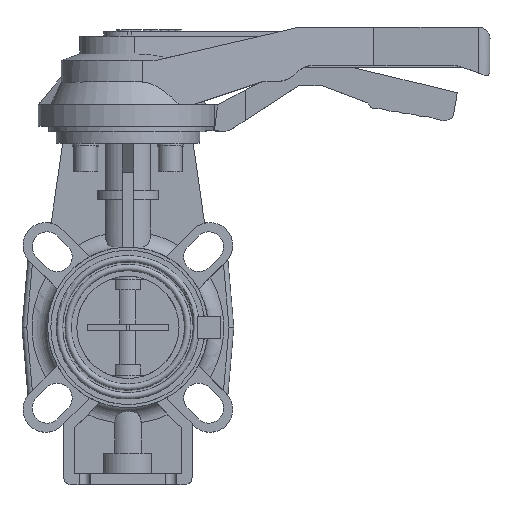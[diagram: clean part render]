
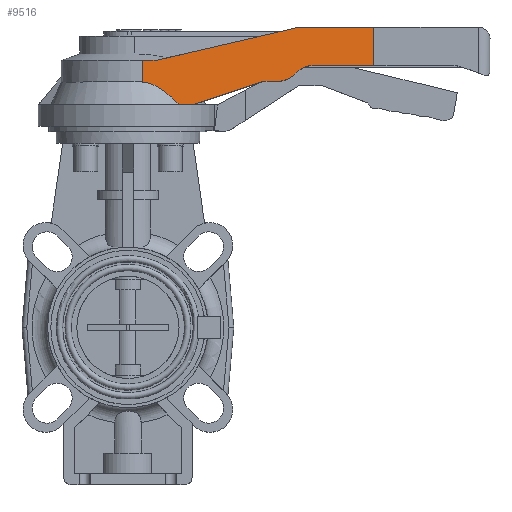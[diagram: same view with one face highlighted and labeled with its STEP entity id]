
A CAD part, top view. The second image highlights one B-rep face of the part: STEP entity #9516.
In plain terms, the highlighted planar face has unit normal (0.175, 0, 0.985).
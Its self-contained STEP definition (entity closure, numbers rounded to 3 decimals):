
#21=(
BOUNDED_CURVE()
B_SPLINE_CURVE(2,(#14614,#14615,#14616),.UNSPECIFIED.,.F.,.F.)
B_SPLINE_CURVE_WITH_KNOTS((3,3),(0.324,28.53),
 .UNSPECIFIED.)
CURVE()
GEOMETRIC_REPRESENTATION_ITEM()
RATIONAL_B_SPLINE_CURVE((1.001,1.036,1.))
REPRESENTATION_ITEM('')
);
#80=ELLIPSE('',#10237,15.236,15.);
#90=ELLIPSE('',#10278,15.236,15.);
#495=FACE_OUTER_BOUND('',#1004,.T.);
#1004=EDGE_LOOP('',(#7024,#7025,#7026,#7027,#7028,#7029,#7030,#7031,#7032,
#7033,#7034,#7035,#7036));
#2087=LINE('',#15067,#3029);
#2116=LINE('',#15144,#3058);
#2125=LINE('',#15176,#3067);
#2126=LINE('',#15179,#3068);
#2127=LINE('',#15181,#3069);
#2128=LINE('',#15183,#3070);
#2129=LINE('',#15186,#3071);
#2130=LINE('',#15187,#3072);
#2131=LINE('',#15189,#3073);
#2132=LINE('',#15190,#3074);
#3029=VECTOR('',#11898,1.);
#3058=VECTOR('',#11963,1.);
#3067=VECTOR('',#11990,1.);
#3068=VECTOR('',#11993,1.);
#3069=VECTOR('',#11994,1.);
#3070=VECTOR('',#11995,1.);
#3071=VECTOR('',#11998,1.);
#3072=VECTOR('',#11999,1.);
#3073=VECTOR('',#12000,1.);
#3074=VECTOR('',#12001,1.);
#3923=VERTEX_POINT('',#14610);
#3925=VERTEX_POINT('',#14613);
#4064=VERTEX_POINT('',#15024);
#4065=VERTEX_POINT('',#15026);
#4076=VERTEX_POINT('',#15064);
#4077=VERTEX_POINT('',#15066);
#4096=VERTEX_POINT('',#15141);
#4097=VERTEX_POINT('',#15143);
#4102=VERTEX_POINT('',#15178);
#4103=VERTEX_POINT('',#15180);
#4104=VERTEX_POINT('',#15182);
#4105=VERTEX_POINT('',#15184);
#4106=VERTEX_POINT('',#15188);
#4940=EDGE_CURVE('',#3925,#3923,#21,.T.);
#5148=EDGE_CURVE('',#4064,#4065,#80,.T.);
#5168=EDGE_CURVE('',#4076,#4077,#2087,.T.);
#5203=EDGE_CURVE('',#4096,#4097,#2116,.T.);
#5215=EDGE_CURVE('',#4077,#4096,#2125,.T.);
#5216=EDGE_CURVE('',#4102,#3923,#2126,.T.);
#5217=EDGE_CURVE('',#4103,#4102,#2127,.T.);
#5218=EDGE_CURVE('',#4104,#4103,#2128,.T.);
#5219=EDGE_CURVE('',#4105,#4104,#90,.T.);
#5220=EDGE_CURVE('',#4065,#4105,#2129,.T.);
#5221=EDGE_CURVE('',#4097,#4064,#2130,.T.);
#5222=EDGE_CURVE('',#4106,#4076,#2131,.T.);
#5223=EDGE_CURVE('',#3925,#4106,#2132,.T.);
#7024=ORIENTED_EDGE('',*,*,#4940,.T.);
#7025=ORIENTED_EDGE('',*,*,#5216,.F.);
#7026=ORIENTED_EDGE('',*,*,#5217,.F.);
#7027=ORIENTED_EDGE('',*,*,#5218,.F.);
#7028=ORIENTED_EDGE('',*,*,#5219,.F.);
#7029=ORIENTED_EDGE('',*,*,#5220,.F.);
#7030=ORIENTED_EDGE('',*,*,#5148,.F.);
#7031=ORIENTED_EDGE('',*,*,#5221,.F.);
#7032=ORIENTED_EDGE('',*,*,#5203,.F.);
#7033=ORIENTED_EDGE('',*,*,#5215,.F.);
#7034=ORIENTED_EDGE('',*,*,#5168,.F.);
#7035=ORIENTED_EDGE('',*,*,#5222,.F.);
#7036=ORIENTED_EDGE('',*,*,#5223,.F.);
#8925=PLANE('',#10277);
#9516=ADVANCED_FACE('',(#495),#8925,.F.);
#10237=AXIS2_PLACEMENT_3D('',#15027,#11857,#11858);
#10277=AXIS2_PLACEMENT_3D('',#15177,#11991,#11992);
#10278=AXIS2_PLACEMENT_3D('',#15185,#11996,#11997);
#11857=DIRECTION('center_axis',(0.175,0.,
0.985));
#11858=DIRECTION('ref_axis',(-0.985,0.,0.175));
#11898=DIRECTION('',(0.96,0.223,-0.171));
#11963=DIRECTION('',(0.,-1.,0.));
#11990=DIRECTION('',(0.985,0.,-0.175));
#11991=DIRECTION('center_axis',(-0.175,0.,
-0.985));
#11992=DIRECTION('ref_axis',(0.985,0.,-0.175));
#11993=DIRECTION('',(-0.985,0.,0.175));
#11994=DIRECTION('',(-0.936,-0.31,0.167));
#11995=DIRECTION('',(-0.985,0.,0.175));
#11996=DIRECTION('center_axis',(-0.175,0.,
-0.985));
#11997=DIRECTION('ref_axis',(0.985,0.,-0.175));
#11998=DIRECTION('',(-0.702,-0.702,0.125));
#11999=DIRECTION('',(-0.985,0.,0.175));
#12000=DIRECTION('',(0.985,0.,-0.175));
#12001=DIRECTION('',(0.,1.,0.));
#14610=CARTESIAN_POINT('',(32.561,141.295,37.21));
#14613=CARTESIAN_POINT('',(9.198,155.823,41.369));
#14614=CARTESIAN_POINT('Ctrl Pts',(9.198,155.823,41.369));
#14615=CARTESIAN_POINT('Ctrl Pts',(19.981,154.863,39.449));
#14616=CARTESIAN_POINT('Ctrl Pts',(32.561,141.295,37.21));
#15024=CARTESIAN_POINT('',(117.584,166.295,22.077));
#15026=CARTESIAN_POINT('',(106.978,161.902,23.965));
#15027=CARTESIAN_POINT('Origin',(117.584,151.295,22.077));
#15064=CARTESIAN_POINT('',(17.946,169.564,39.812));
#15066=CARTESIAN_POINT('',(108.975,190.758,23.61));
#15067=CARTESIAN_POINT('',(83.014,184.713,28.23));
#15141=CARTESIAN_POINT('',(156.223,190.758,15.2));
#15143=CARTESIAN_POINT('',(156.223,166.295,15.2));
#15144=CARTESIAN_POINT('',(156.223,228.705,15.2));
#15176=CARTESIAN_POINT('',(128.132,190.758,20.2));
#15177=CARTESIAN_POINT('Origin',(81.06,228.705,28.578));
#15178=CARTESIAN_POINT('',(41.,141.295,35.708));
#15179=CARTESIAN_POINT('',(44.24,141.295,35.132));
#15180=CARTESIAN_POINT('',(86.371,156.295,27.633));
#15181=CARTESIAN_POINT('',(88.814,157.103,27.198));
#15182=CARTESIAN_POINT('',(95.158,156.295,26.069));
#15183=CARTESIAN_POINT('',(91.797,156.295,26.667));
#15184=CARTESIAN_POINT('',(105.764,160.689,24.181));
#15185=CARTESIAN_POINT('Origin',(95.158,171.295,26.069));
#15186=CARTESIAN_POINT('',(119.401,174.325,21.754));
#15187=CARTESIAN_POINT('',(126.462,166.295,20.497));
#15188=CARTESIAN_POINT('',(9.198,169.564,41.369));
#15189=CARTESIAN_POINT('',(52.157,169.564,33.722));
#15190=CARTESIAN_POINT('',(9.198,199.465,41.369));
